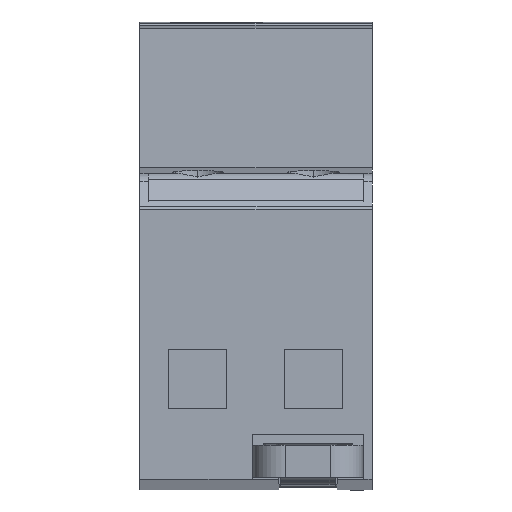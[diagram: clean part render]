
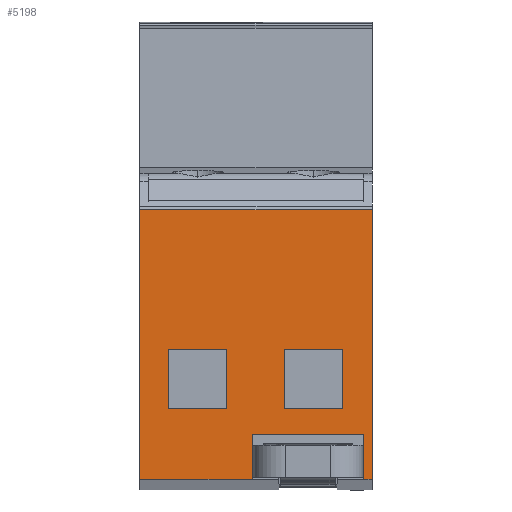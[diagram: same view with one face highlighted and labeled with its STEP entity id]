
A CAD part, front view. The second image highlights one B-rep face of the part: STEP entity #5198.
In plain terms, the highlighted planar face has unit normal (0, -1, 0).
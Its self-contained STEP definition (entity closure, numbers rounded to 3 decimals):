
#5169=AXIS2_PLACEMENT_3D('Plane Axis2P3D',#5166,#5167,#5168) ;
#1111=CARTESIAN_POINT('Line Origine',(0.,5.505,22.536)) ;
#1115=CARTESIAN_POINT('Vertex',(0.,5.505,1.692)) ;
#1117=CARTESIAN_POINT('Vertex',(0.,5.505,43.38)) ;
#1791=CARTESIAN_POINT('Vertex',(36.,5.505,43.38)) ;
#1794=CARTESIAN_POINT('Line Origine',(36.,5.505,22.536)) ;
#1798=CARTESIAN_POINT('Vertex',(36.,5.505,1.692)) ;
#2714=CARTESIAN_POINT('Vertex',(17.401,5.505,1.692)) ;
#2717=CARTESIAN_POINT('Line Origine',(8.7,5.505,1.692)) ;
#2819=CARTESIAN_POINT('Line Origine',(18.,5.505,43.38)) ;
#3685=CARTESIAN_POINT('Line Origine',(35.34,5.505,1.692)) ;
#3689=CARTESIAN_POINT('Vertex',(34.68,5.505,1.692)) ;
#3797=CARTESIAN_POINT('Line Origine',(34.68,5.505,5.122)) ;
#3801=CARTESIAN_POINT('Vertex',(34.68,5.505,8.553)) ;
#3826=CARTESIAN_POINT('Vertex',(17.401,5.505,8.553)) ;
#3829=CARTESIAN_POINT('Line Origine',(17.401,5.505,5.122)) ;
#4085=CARTESIAN_POINT('Vertex',(13.473,5.505,21.708)) ;
#4090=CARTESIAN_POINT('Line Origine',(8.973,5.505,21.708)) ;
#4094=CARTESIAN_POINT('Vertex',(4.473,5.505,21.708)) ;
#4122=CARTESIAN_POINT('Line Origine',(4.473,5.505,17.133)) ;
#4126=CARTESIAN_POINT('Vertex',(4.473,5.505,12.558)) ;
#4154=CARTESIAN_POINT('Line Origine',(8.973,5.505,12.558)) ;
#4158=CARTESIAN_POINT('Vertex',(13.473,5.505,12.558)) ;
#4186=CARTESIAN_POINT('Line Origine',(13.473,5.505,17.133)) ;
#4208=CARTESIAN_POINT('Vertex',(31.384,5.505,21.708)) ;
#4213=CARTESIAN_POINT('Line Origine',(26.884,5.505,21.708)) ;
#4217=CARTESIAN_POINT('Vertex',(22.384,5.505,21.708)) ;
#4245=CARTESIAN_POINT('Line Origine',(22.384,5.505,17.133)) ;
#4249=CARTESIAN_POINT('Vertex',(22.384,5.505,12.558)) ;
#4272=CARTESIAN_POINT('Line Origine',(26.884,5.505,12.558)) ;
#4276=CARTESIAN_POINT('Vertex',(31.384,5.505,12.558)) ;
#4304=CARTESIAN_POINT('Line Origine',(31.384,5.505,17.133)) ;
#5166=CARTESIAN_POINT('Axis2P3D Location',(71.2,5.505,1.692)) ;
#5171=CARTESIAN_POINT('Line Origine',(26.04,5.505,8.553)) ;
#1112=DIRECTION('Vector Direction',(0.,0.,1.)) ;
#1795=DIRECTION('Vector Direction',(0.,0.,1.)) ;
#2718=DIRECTION('Vector Direction',(-1.,0.,0.)) ;
#2820=DIRECTION('Vector Direction',(-1.,0.,0.)) ;
#3686=DIRECTION('Vector Direction',(-1.,0.,0.)) ;
#3798=DIRECTION('Vector Direction',(0.,0.,1.)) ;
#3830=DIRECTION('Vector Direction',(0.,0.,-1.)) ;
#4091=DIRECTION('Vector Direction',(1.,0.,0.)) ;
#4123=DIRECTION('Vector Direction',(0.,0.,-1.)) ;
#4155=DIRECTION('Vector Direction',(-1.,0.,0.)) ;
#4187=DIRECTION('Vector Direction',(0.,0.,1.)) ;
#4214=DIRECTION('Vector Direction',(1.,0.,0.)) ;
#4246=DIRECTION('Vector Direction',(0.,0.,-1.)) ;
#4273=DIRECTION('Vector Direction',(-1.,0.,0.)) ;
#4305=DIRECTION('Vector Direction',(0.,0.,1.)) ;
#5167=DIRECTION('Axis2P3D Direction',(0.,-1.,0.)) ;
#5168=DIRECTION('Axis2P3D XDirection',(0.,0.,1.)) ;
#5172=DIRECTION('Vector Direction',(-1.,0.,0.)) ;
#1113=VECTOR('Line Direction',#1112,1.) ;
#1796=VECTOR('Line Direction',#1795,1.) ;
#2719=VECTOR('Line Direction',#2718,1.) ;
#2821=VECTOR('Line Direction',#2820,1.) ;
#3687=VECTOR('Line Direction',#3686,1.) ;
#3799=VECTOR('Line Direction',#3798,1.) ;
#3831=VECTOR('Line Direction',#3830,1.) ;
#4092=VECTOR('Line Direction',#4091,1.) ;
#4124=VECTOR('Line Direction',#4123,1.) ;
#4156=VECTOR('Line Direction',#4155,1.) ;
#4188=VECTOR('Line Direction',#4187,1.) ;
#4215=VECTOR('Line Direction',#4214,1.) ;
#4247=VECTOR('Line Direction',#4246,1.) ;
#4274=VECTOR('Line Direction',#4273,1.) ;
#4306=VECTOR('Line Direction',#4305,1.) ;
#5173=VECTOR('Line Direction',#5172,1.) ;
#5177=ORIENTED_EDGE('',*,*,#2823,.T.) ;
#5178=ORIENTED_EDGE('',*,*,#1119,.F.) ;
#5179=ORIENTED_EDGE('',*,*,#2721,.F.) ;
#5180=ORIENTED_EDGE('',*,*,#3833,.F.) ;
#5181=ORIENTED_EDGE('',*,*,#5175,.F.) ;
#5182=ORIENTED_EDGE('',*,*,#3803,.F.) ;
#5183=ORIENTED_EDGE('',*,*,#3691,.F.) ;
#5184=ORIENTED_EDGE('',*,*,#1800,.T.) ;
#5187=ORIENTED_EDGE('',*,*,#4278,.F.) ;
#5188=ORIENTED_EDGE('',*,*,#4251,.F.) ;
#5189=ORIENTED_EDGE('',*,*,#4219,.F.) ;
#5190=ORIENTED_EDGE('',*,*,#4308,.F.) ;
#5193=ORIENTED_EDGE('',*,*,#4190,.F.) ;
#5194=ORIENTED_EDGE('',*,*,#4160,.F.) ;
#5195=ORIENTED_EDGE('',*,*,#4128,.F.) ;
#5196=ORIENTED_EDGE('',*,*,#4096,.F.) ;
#5191=FACE_BOUND('',#5186,.T.) ;
#5197=FACE_BOUND('',#5192,.T.) ;
#5198=ADVANCED_FACE('VPU',(#5185,#5191,#5197),#5170,.T.) ;
#1119=EDGE_CURVE('',#1116,#1118,#1114,.T.) ;
#1800=EDGE_CURVE('',#1799,#1792,#1797,.T.) ;
#2721=EDGE_CURVE('',#2715,#1116,#2720,.T.) ;
#2823=EDGE_CURVE('',#1792,#1118,#2822,.T.) ;
#3691=EDGE_CURVE('',#1799,#3690,#3688,.T.) ;
#3803=EDGE_CURVE('',#3690,#3802,#3800,.T.) ;
#3833=EDGE_CURVE('',#3827,#2715,#3832,.T.) ;
#4096=EDGE_CURVE('',#4086,#4095,#4093,.F.) ;
#4128=EDGE_CURVE('',#4095,#4127,#4125,.T.) ;
#4160=EDGE_CURVE('',#4127,#4159,#4157,.F.) ;
#4190=EDGE_CURVE('',#4159,#4086,#4189,.T.) ;
#4219=EDGE_CURVE('',#4209,#4218,#4216,.F.) ;
#4251=EDGE_CURVE('',#4218,#4250,#4248,.T.) ;
#4278=EDGE_CURVE('',#4250,#4277,#4275,.F.) ;
#4308=EDGE_CURVE('',#4277,#4209,#4307,.T.) ;
#5175=EDGE_CURVE('',#3802,#3827,#5174,.T.) ;
#5176=EDGE_LOOP('',(#5177,#5178,#5179,#5180,#5181,#5182,#5183,#5184)) ;
#5186=EDGE_LOOP('',(#5187,#5188,#5189,#5190)) ;
#5192=EDGE_LOOP('',(#5193,#5194,#5195,#5196)) ;
#5185=FACE_OUTER_BOUND('',#5176,.T.) ;
#1114=LINE('Line',#1111,#1113) ;
#1797=LINE('Line',#1794,#1796) ;
#2720=LINE('Line',#2717,#2719) ;
#2822=LINE('Line',#2819,#2821) ;
#3688=LINE('Line',#3685,#3687) ;
#3800=LINE('Line',#3797,#3799) ;
#3832=LINE('Line',#3829,#3831) ;
#4093=LINE('Line',#4090,#4092) ;
#4125=LINE('Line',#4122,#4124) ;
#4157=LINE('Line',#4154,#4156) ;
#4189=LINE('Line',#4186,#4188) ;
#4216=LINE('Line',#4213,#4215) ;
#4248=LINE('Line',#4245,#4247) ;
#4275=LINE('Line',#4272,#4274) ;
#4307=LINE('Line',#4304,#4306) ;
#5174=LINE('Line',#5171,#5173) ;
#5170=PLANE('',#5169) ;
#1116=VERTEX_POINT('',#1115) ;
#1118=VERTEX_POINT('',#1117) ;
#1792=VERTEX_POINT('',#1791) ;
#1799=VERTEX_POINT('',#1798) ;
#2715=VERTEX_POINT('',#2714) ;
#3690=VERTEX_POINT('',#3689) ;
#3802=VERTEX_POINT('',#3801) ;
#3827=VERTEX_POINT('',#3826) ;
#4086=VERTEX_POINT('',#4085) ;
#4095=VERTEX_POINT('',#4094) ;
#4127=VERTEX_POINT('',#4126) ;
#4159=VERTEX_POINT('',#4158) ;
#4209=VERTEX_POINT('',#4208) ;
#4218=VERTEX_POINT('',#4217) ;
#4250=VERTEX_POINT('',#4249) ;
#4277=VERTEX_POINT('',#4276) ;
